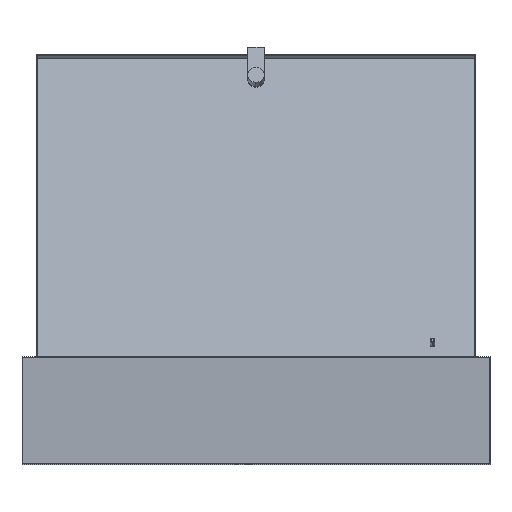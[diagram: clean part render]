
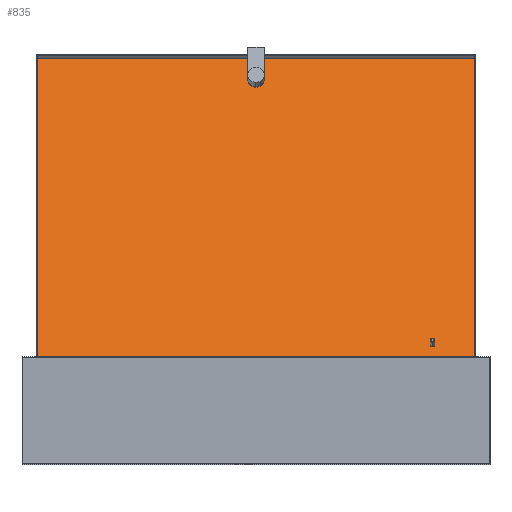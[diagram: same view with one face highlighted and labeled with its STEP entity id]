
A CAD part, left-side view. The second image highlights one B-rep face of the part: STEP entity #835.
In plain terms, the highlighted face is planar.
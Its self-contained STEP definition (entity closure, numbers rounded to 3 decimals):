
#8 = DIRECTION ( 'NONE',  ( 0., 1., 0. ) ) ;
#54 = EDGE_LOOP ( 'NONE', ( #579, #3296 ) ) ;
#90 = DIRECTION ( 'NONE',  ( 0., 0., -1. ) ) ;
#112 = CARTESIAN_POINT ( 'NONE',  ( 194.5, -245., -1. ) ) ;
#119 = CARTESIAN_POINT ( 'NONE',  ( 191.5, -245., -1. ) ) ;
#131 = DIRECTION ( 'NONE',  ( 1., 0., 0. ) ) ;
#145 = AXIS2_PLACEMENT_3D ( 'NONE', #2491, #634, #2120 ) ;
#166 = DIRECTION ( 'NONE',  ( 0., 0., 1. ) ) ;
#374 = VECTOR ( 'NONE', #4186, 1000. ) ;
#432 = VERTEX_POINT ( 'NONE', #4158 ) ;
#442 = VERTEX_POINT ( 'NONE', #1161 ) ;
#448 = VERTEX_POINT ( 'NONE', #1605 ) ;
#559 = CARTESIAN_POINT ( 'NONE',  ( -198.5, 0., -1. ) ) ;
#579 = ORIENTED_EDGE ( 'NONE', *, *, #4174, .F. ) ;
#634 = DIRECTION ( 'NONE',  ( 0., 0., -1. ) ) ;
#789 = LINE ( 'NONE', #3845, #4601 ) ;
#835 = ADVANCED_FACE ( 'NONE', ( #3721, #2083, #1089 ), #947, .F. ) ;
#920 = ORIENTED_EDGE ( 'NONE', *, *, #1250, .F. ) ;
#947 = PLANE ( 'NONE',  #2999 ) ;
#1089 = FACE_BOUND ( 'NONE', #54, .T. ) ;
#1161 = CARTESIAN_POINT ( 'NONE',  ( 228.5, -304., -1. ) ) ;
#1250 = EDGE_CURVE ( 'NONE', #442, #1672, #4355, .T. ) ;
#1253 = CARTESIAN_POINT ( 'NONE',  ( 197.5, -245., -1. ) ) ;
#1281 = ORIENTED_EDGE ( 'NONE', *, *, #2372, .T. ) ;
#1290 = CARTESIAN_POINT ( 'NONE',  ( -187., 0., -1. ) ) ;
#1346 = EDGE_CURVE ( 'NONE', #3788, #4784, #3128, .T. ) ;
#1366 = LINE ( 'NONE', #3115, #374 ) ;
#1477 = EDGE_CURVE ( 'NONE', #3441, #1519, #4187, .T. ) ;
#1485 = EDGE_CURVE ( 'NONE', #1672, #448, #3181, .T. ) ;
#1519 = VERTEX_POINT ( 'NONE', #1290 ) ;
#1605 = CARTESIAN_POINT ( 'NONE',  ( -228.5, 304., -1. ) ) ;
#1672 = VERTEX_POINT ( 'NONE', #2525 ) ;
#1764 = EDGE_LOOP ( 'NONE', ( #3563, #2715, #920, #3547 ) ) ;
#1849 = AXIS2_PLACEMENT_3D ( 'NONE', #112, #90, #131 ) ;
#2083 = FACE_OUTER_BOUND ( 'NONE', #1764, .T. ) ;
#2115 = DIRECTION ( 'NONE',  ( 1., 0., 0. ) ) ;
#2120 = DIRECTION ( 'NONE',  ( 1., 0., 0. ) ) ;
#2266 = DIRECTION ( 'NONE',  ( 0., 0., 1. ) ) ;
#2372 = EDGE_CURVE ( 'NONE', #1519, #3441, #4552, .T. ) ;
#2491 = CARTESIAN_POINT ( 'NONE',  ( 194.5, -245., -1. ) ) ;
#2492 = VECTOR ( 'NONE', #8, 1000. ) ;
#2504 = EDGE_LOOP ( 'NONE', ( #1281, #4618 ) ) ;
#2525 = CARTESIAN_POINT ( 'NONE',  ( 228.5, 304., -1. ) ) ;
#2715 = ORIENTED_EDGE ( 'NONE', *, *, #1485, .F. ) ;
#2794 = CARTESIAN_POINT ( 'NONE',  ( 0., 304., -1. ) ) ;
#2872 = DIRECTION ( 'NONE',  ( 1., 0., 0. ) ) ;
#2999 = AXIS2_PLACEMENT_3D ( 'NONE', #3540, #3929, #3559 ) ;
#3042 = AXIS2_PLACEMENT_3D ( 'NONE', #3408, #2266, #3764 ) ;
#3115 = CARTESIAN_POINT ( 'NONE',  ( -228.5, 0., -1. ) ) ;
#3128 = CIRCLE ( 'NONE', #1849, 3. ) ;
#3181 = LINE ( 'NONE', #2794, #3585 ) ;
#3296 = ORIENTED_EDGE ( 'NONE', *, *, #1346, .F. ) ;
#3336 = CARTESIAN_POINT ( 'NONE',  ( -210., 0., -1. ) ) ;
#3408 = CARTESIAN_POINT ( 'NONE',  ( -198.5, 0., -1. ) ) ;
#3441 = VERTEX_POINT ( 'NONE', #3336 ) ;
#3540 = CARTESIAN_POINT ( 'NONE',  ( 0., 0., -1. ) ) ;
#3547 = ORIENTED_EDGE ( 'NONE', *, *, #4590, .F. ) ;
#3559 = DIRECTION ( 'NONE',  ( 1., 0., 0. ) ) ;
#3563 = ORIENTED_EDGE ( 'NONE', *, *, #4527, .F. ) ;
#3585 = VECTOR ( 'NONE', #4722, 1000. ) ;
#3721 = FACE_BOUND ( 'NONE', #2504, .T. ) ;
#3764 = DIRECTION ( 'NONE',  ( 1., 0., 0. ) ) ;
#3788 = VERTEX_POINT ( 'NONE', #119 ) ;
#3845 = CARTESIAN_POINT ( 'NONE',  ( 0., -304., -1. ) ) ;
#3929 = DIRECTION ( 'NONE',  ( 0., 0., 1. ) ) ;
#4158 = CARTESIAN_POINT ( 'NONE',  ( -228.5, -304., -1. ) ) ;
#4174 = EDGE_CURVE ( 'NONE', #4784, #3788, #4538, .T. ) ;
#4186 = DIRECTION ( 'NONE',  ( 0., -1., 0. ) ) ;
#4187 = CIRCLE ( 'NONE', #4579, 11.5 ) ;
#4188 = CARTESIAN_POINT ( 'NONE',  ( 228.5, 0., -1. ) ) ;
#4355 = LINE ( 'NONE', #4188, #2492 ) ;
#4527 = EDGE_CURVE ( 'NONE', #448, #432, #1366, .T. ) ;
#4538 = CIRCLE ( 'NONE', #145, 3. ) ;
#4552 = CIRCLE ( 'NONE', #3042, 11.5 ) ;
#4579 = AXIS2_PLACEMENT_3D ( 'NONE', #559, #166, #2115 ) ;
#4590 = EDGE_CURVE ( 'NONE', #432, #442, #789, .T. ) ;
#4601 = VECTOR ( 'NONE', #2872, 1000. ) ;
#4618 = ORIENTED_EDGE ( 'NONE', *, *, #1477, .T. ) ;
#4722 = DIRECTION ( 'NONE',  ( -1., 0., 0. ) ) ;
#4784 = VERTEX_POINT ( 'NONE', #1253 ) ;
